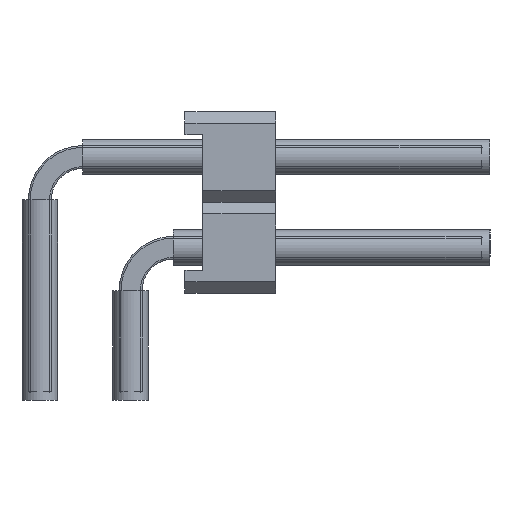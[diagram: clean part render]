
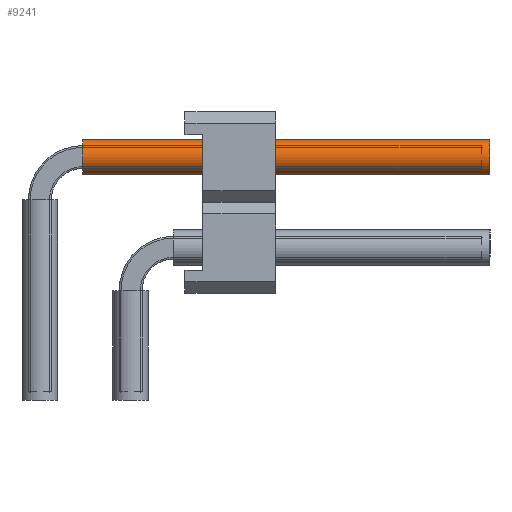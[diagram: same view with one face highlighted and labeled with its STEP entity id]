
A CAD part, left-side view. The second image highlights one B-rep face of the part: STEP entity #9241.
In plain terms, the highlighted cylindrical face has radius 0.5 mm (diameter 1 mm), a full revolution.
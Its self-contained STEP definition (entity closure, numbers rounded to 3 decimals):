
#5074=ORIENTED_EDGE('',*,*,#6392,.F.);
#5075=ORIENTED_EDGE('',*,*,#6393,.T.);
#6392=EDGE_CURVE('',#7268,#7268,#7580,.T.);
#6393=EDGE_CURVE('',#7269,#7269,#7581,.T.);
#7268=VERTEX_POINT('',#15425);
#7269=VERTEX_POINT('',#15427);
#7580=CIRCLE('',#10106,0.5);
#7581=CIRCLE('',#10107,0.5);
#8104=EDGE_LOOP('',(#5074));
#8105=EDGE_LOOP('',(#5075));
#8628=FACE_BOUND('',#8104,.T.);
#8629=FACE_BOUND('',#8105,.T.);
#8789=CYLINDRICAL_SURFACE('',#10105,0.5);
#9241=ADVANCED_FACE('',(#8628,#8629),#8789,.F.);
#10105=AXIS2_PLACEMENT_3D('',#15423,#12708,#12709);
#10106=AXIS2_PLACEMENT_3D('',#15424,#12710,#12711);
#10107=AXIS2_PLACEMENT_3D('',#15426,#12712,#12713);
#12708=DIRECTION('',(1.,0.,0.));
#12709=DIRECTION('',(0.,0.,-1.));
#12710=DIRECTION('',(-1.,0.,0.));
#12711=DIRECTION('',(0.,0.,1.));
#12712=DIRECTION('',(-1.,0.,0.));
#12713=DIRECTION('',(0.,0.,1.));
#15423=CARTESIAN_POINT('',(1.2,0.,6.81));
#15424=CARTESIAN_POINT('',(12.6,0.,6.81));
#15425=CARTESIAN_POINT('',(12.6,0.,7.31));
#15426=CARTESIAN_POINT('',(1.2,0.,6.81));
#15427=CARTESIAN_POINT('',(1.2,0.,7.31));
